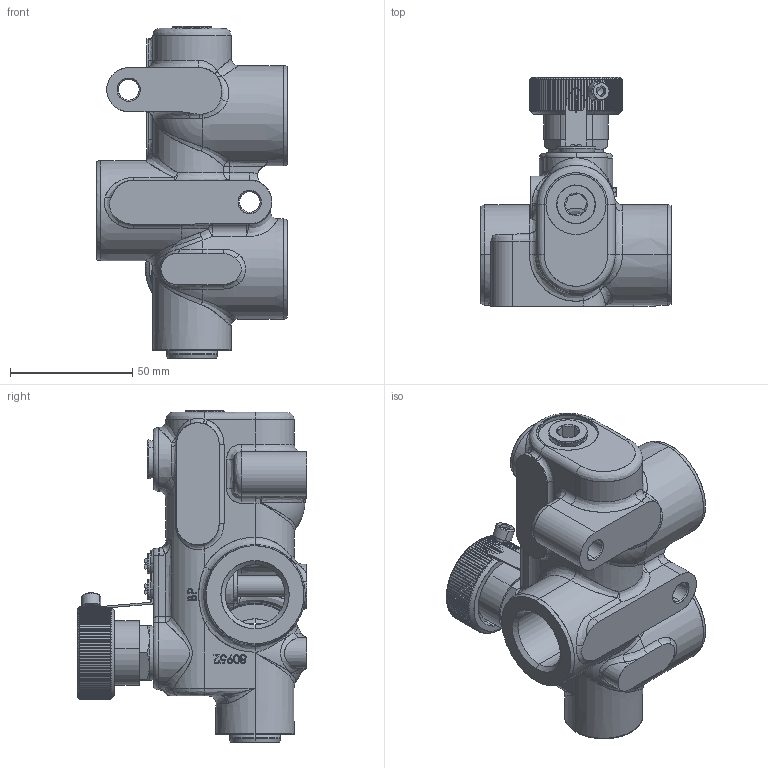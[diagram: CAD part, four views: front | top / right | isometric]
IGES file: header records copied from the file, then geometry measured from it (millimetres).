
Start section: SolidWorks IGES file using analytic representation for surfaces
Global section: file name: TSK6138-016.IGS; native system: SolidWorks 2008; preprocessor: SolidWorks 2008; author: pcw; date: 101006.104632; units: millimetre
Bounding box: 77.91 x 93.77 x 135.9 mm (x, y, z)
Surface area: 51075.7 mm2 (no closed solid volume)
Topology: 0 solids, 0 shells, 985 faces, 13749 edges, 13736 vertices
Faces by surface type: bspline 683, revolution 302
